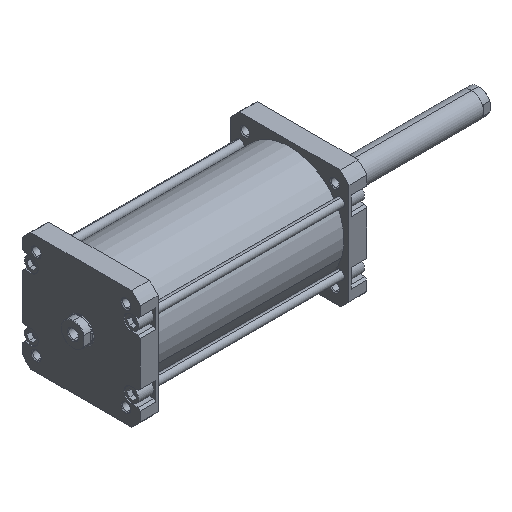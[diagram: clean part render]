
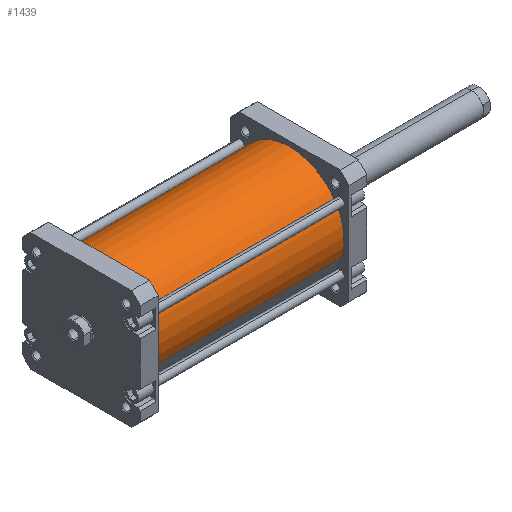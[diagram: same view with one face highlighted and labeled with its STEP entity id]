
A CAD part, isometric view. The second image highlights one B-rep face of the part: STEP entity #1439.
In plain terms, the highlighted cylindrical face has radius 66.5 mm (diameter 133 mm), a partial arc.
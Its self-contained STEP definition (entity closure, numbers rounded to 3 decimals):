
#1 = EDGE_CURVE ( 'NONE', #330, #366, #4715, .T. ) ;
#74 = DIRECTION ( 'NONE',  ( 1., 0., 0. ) ) ;
#75 = DIRECTION ( 'NONE',  ( 0., 0., 1. ) ) ;
#76 = CARTESIAN_POINT ( 'NONE',  ( 0., 0., 0. ) ) ;
#330 = VERTEX_POINT ( 'NONE', #5628 ) ;
#334 = VERTEX_POINT ( 'NONE', #5803 ) ;
#362 = VERTEX_POINT ( 'NONE', #5615 ) ;
#366 = VERTEX_POINT ( 'NONE', #5612 ) ;
#454 = FACE_OUTER_BOUND ( 'NONE', #3612, .T. ) ;
#455 = CYLINDRICAL_SURFACE ( 'NONE', #2274, 66.5 ) ;
#534 = LINE ( 'NONE', #2026, #537 ) ;
#537 = VECTOR ( 'NONE', #2020, 1000. ) ;
#539 = CIRCLE ( 'NONE', #2327, 66.5 ) ;
#1168 = LINE ( 'NONE', #1795, #1169 ) ;
#1169 = VECTOR ( 'NONE', #1793, 1000. ) ;
#1439 = ADVANCED_FACE ( 'NONE', ( #454 ), #455, .T. ) ;
#1793 = DIRECTION ( 'NONE',  ( 0., 0., -1. ) ) ;
#1795 = CARTESIAN_POINT ( 'NONE',  ( 66.5, 0., 234. ) ) ;
#1856 = AXIS2_PLACEMENT_3D ( 'NONE', #76, #75, #74 ) ;
#2020 = DIRECTION ( 'NONE',  ( 0., 0., -1. ) ) ;
#2026 = CARTESIAN_POINT ( 'NONE',  ( -66.5, 0., 234. ) ) ;
#2094 = DIRECTION ( 'NONE',  ( 1., 0., 0. ) ) ;
#2100 = DIRECTION ( 'NONE',  ( 0., 0., 1. ) ) ;
#2124 = CARTESIAN_POINT ( 'NONE',  ( 0., 0., 234. ) ) ;
#2274 = AXIS2_PLACEMENT_3D ( 'NONE', #3257, #3205, #3209 ) ;
#2327 = AXIS2_PLACEMENT_3D ( 'NONE', #2124, #2100, #2094 ) ;
#3205 = DIRECTION ( 'NONE',  ( 0., 0., -1. ) ) ;
#3209 = DIRECTION ( 'NONE',  ( -1., 0., 0. ) ) ;
#3257 = CARTESIAN_POINT ( 'NONE',  ( 0., 0., 234. ) ) ;
#3612 = EDGE_LOOP ( 'NONE', ( #4691, #4690, #4689, #4688 ) ) ;
#4688 = ORIENTED_EDGE ( 'NONE', *, *, #1, .T. ) ;
#4689 = ORIENTED_EDGE ( 'NONE', *, *, #4806, .T. ) ;
#4690 = ORIENTED_EDGE ( 'NONE', *, *, #4802, .F. ) ;
#4691 = ORIENTED_EDGE ( 'NONE', *, *, #5588, .F. ) ;
#4715 = CIRCLE ( 'NONE', #1856, 66.5 ) ;
#4802 = EDGE_CURVE ( 'NONE', #334, #362, #539, .T. ) ;
#4806 = EDGE_CURVE ( 'NONE', #334, #330, #534, .T. ) ;
#5588 = EDGE_CURVE ( 'NONE', #362, #366, #1168, .T. ) ;
#5612 = CARTESIAN_POINT ( 'NONE',  ( 66.5, 0., 0. ) ) ;
#5615 = CARTESIAN_POINT ( 'NONE',  ( 66.5, 0., 234. ) ) ;
#5628 = CARTESIAN_POINT ( 'NONE',  ( -66.5, 0., 0. ) ) ;
#5803 = CARTESIAN_POINT ( 'NONE',  ( -66.5, 0., 234. ) ) ;
